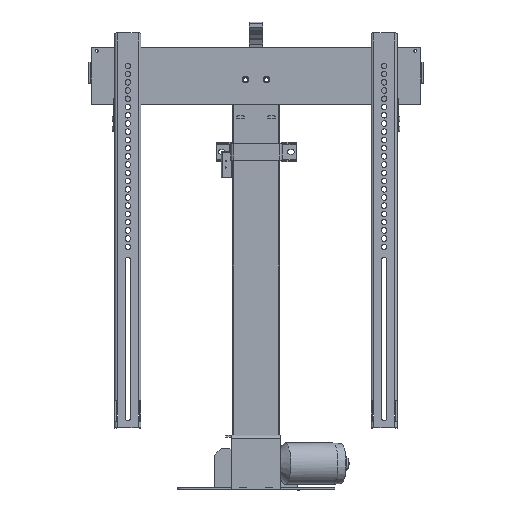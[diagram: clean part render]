
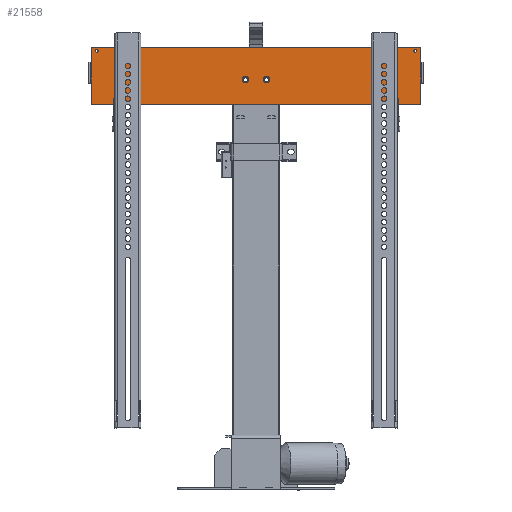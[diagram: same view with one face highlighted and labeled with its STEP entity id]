
A CAD part, top view. The second image highlights one B-rep face of the part: STEP entity #21558.
In plain terms, the highlighted planar face has unit normal (0, 0, 1).
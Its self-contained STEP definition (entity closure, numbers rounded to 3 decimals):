
#21375=CARTESIAN_POINT('',(60.62,-33.137,2.0));
#21376=VERTEX_POINT('',#21375);
#21377=CARTESIAN_POINT('',(55.62,-33.137,2.0));
#21378=DIRECTION('',(0.0,0.0,-1.0));
#21379=DIRECTION('',(-1.0,0.0,0.0));
#21380=AXIS2_PLACEMENT_3D('',#21377,#21378,#21379);
#21381=CIRCLE('',#21380,5.);
#21382=EDGE_CURVE('',#21376,#21376,#21381,.T.);
#21403=CARTESIAN_POINT('',(28.62,-33.137,2.0));
#21404=VERTEX_POINT('',#21403);
#21405=CARTESIAN_POINT('',(23.62,-33.137,2.0));
#21406=DIRECTION('',(0.0,0.0,-1.0));
#21407=DIRECTION('',(-1.0,0.0,0.0));
#21408=AXIS2_PLACEMENT_3D('',#21405,#21406,#21407);
#21409=CIRCLE('',#21408,5.);
#21410=EDGE_CURVE('',#21404,#21404,#21409,.T.);
#21431=CARTESIAN_POINT('',(-200.38,10.363,2.0));
#21432=VERTEX_POINT('',#21431);
#21433=CARTESIAN_POINT('',(-202.38,10.363,2.0));
#21434=DIRECTION('',(0.0,0.0,1.0));
#21435=DIRECTION('',(-1.0,0.0,0.0));
#21436=AXIS2_PLACEMENT_3D('',#21433,#21434,#21435);
#21437=CIRCLE('',#21436,2.);
#21438=EDGE_CURVE('',#21432,#21432,#21437,.T.);
#21459=CARTESIAN_POINT('',(283.62,10.363,2.0));
#21460=VERTEX_POINT('',#21459);
#21461=CARTESIAN_POINT('',(281.62,10.363,2.0));
#21462=DIRECTION('',(0.0,0.0,1.0));
#21463=DIRECTION('',(1.0,0.0,0.0));
#21464=AXIS2_PLACEMENT_3D('',#21461,#21462,#21463);
#21465=CIRCLE('',#21464,2.);
#21466=EDGE_CURVE('',#21460,#21460,#21465,.T.);
#21471=CARTESIAN_POINT('',(287.12,13.863,2.0));
#21472=DIRECTION('',(0.0,0.0,1.0));
#21473=DIRECTION('',(1.0,0.0,0.0));
#21474=AXIS2_PLACEMENT_3D('',#21471,#21472,#21473);
#21475=PLANE('',#21474);
#21476=CARTESIAN_POINT('',(289.62,13.863,2.0));
#21477=VERTEX_POINT('',#21476);
#21478=CARTESIAN_POINT('',(287.12,16.363,2.0));
#21479=VERTEX_POINT('',#21478);
#21480=CARTESIAN_POINT('',(287.12,13.863,2.0));
#21481=DIRECTION('',(0.0,0.0,1.0));
#21482=DIRECTION('',(1.0,0.0,0.0));
#21483=AXIS2_PLACEMENT_3D('',#21480,#21481,#21482);
#21484=CIRCLE('',#21483,2.5);
#21485=EDGE_CURVE('',#21477,#21479,#21484,.T.);
#21486=ORIENTED_EDGE('',*,*,#21485,.T.);
#21487=CARTESIAN_POINT('',(-207.88,16.363,2.0));
#21488=VERTEX_POINT('',#21487);
#21489=CARTESIAN_POINT('',(287.12,16.363,2.0));
#21490=DIRECTION('',(-1.0,0.0,0.0));
#21491=VECTOR('',#21490,495.0);
#21492=LINE('',#21489,#21491);
#21493=EDGE_CURVE('',#21479,#21488,#21492,.T.);
#21494=ORIENTED_EDGE('',*,*,#21493,.T.);
#21495=CARTESIAN_POINT('',(-210.38,13.863,2.0));
#21496=VERTEX_POINT('',#21495);
#21497=CARTESIAN_POINT('',(-207.88,13.863,2.0));
#21498=DIRECTION('',(0.0,0.0,1.0));
#21499=DIRECTION('',(-1.0,0.0,0.0));
#21500=AXIS2_PLACEMENT_3D('',#21497,#21498,#21499);
#21501=CIRCLE('',#21500,2.5);
#21502=EDGE_CURVE('',#21488,#21496,#21501,.T.);
#21503=ORIENTED_EDGE('',*,*,#21502,.T.);
#21504=CARTESIAN_POINT('',(-210.38,-69.137,2.0));
#21505=VERTEX_POINT('',#21504);
#21506=CARTESIAN_POINT('',(-210.38,13.863,2.0));
#21507=DIRECTION('',(0.0,-1.0,0.0));
#21508=VECTOR('',#21507,83.0);
#21509=LINE('',#21506,#21508);
#21510=EDGE_CURVE('',#21496,#21505,#21509,.T.);
#21511=ORIENTED_EDGE('',*,*,#21510,.T.);
#21512=CARTESIAN_POINT('',(-207.88,-71.637,2.0));
#21513=VERTEX_POINT('',#21512);
#21514=CARTESIAN_POINT('',(-207.88,-69.137,2.0));
#21515=DIRECTION('',(0.0,0.0,1.0));
#21516=DIRECTION('',(-1.0,0.0,0.0));
#21517=AXIS2_PLACEMENT_3D('',#21514,#21515,#21516);
#21518=CIRCLE('',#21517,2.5);
#21519=EDGE_CURVE('',#21505,#21513,#21518,.T.);
#21520=ORIENTED_EDGE('',*,*,#21519,.T.);
#21521=CARTESIAN_POINT('',(287.12,-71.637,2.0));
#21522=VERTEX_POINT('',#21521);
#21523=CARTESIAN_POINT('',(-207.88,-71.637,2.0));
#21524=DIRECTION('',(1.0,0.0,0.0));
#21525=VECTOR('',#21524,495.0);
#21526=LINE('',#21523,#21525);
#21527=EDGE_CURVE('',#21513,#21522,#21526,.T.);
#21528=ORIENTED_EDGE('',*,*,#21527,.T.);
#21529=CARTESIAN_POINT('',(289.62,-69.137,2.0));
#21530=VERTEX_POINT('',#21529);
#21531=CARTESIAN_POINT('',(287.12,-69.137,2.0));
#21532=DIRECTION('',(0.0,0.0,1.0));
#21533=DIRECTION('',(1.0,0.0,0.0));
#21534=AXIS2_PLACEMENT_3D('',#21531,#21532,#21533);
#21535=CIRCLE('',#21534,2.5);
#21536=EDGE_CURVE('',#21522,#21530,#21535,.T.);
#21537=ORIENTED_EDGE('',*,*,#21536,.T.);
#21538=CARTESIAN_POINT('',(289.62,-69.137,2.0));
#21539=DIRECTION('',(0.0,1.0,0.0));
#21540=VECTOR('',#21539,83.0);
#21541=LINE('',#21538,#21540);
#21542=EDGE_CURVE('',#21530,#21477,#21541,.T.);
#21543=ORIENTED_EDGE('',*,*,#21542,.T.);
#21544=EDGE_LOOP('',(#21486,#21494,#21503,#21511,#21520,#21528,#21537,#21543));
#21545=FACE_OUTER_BOUND('',#21544,.T.);
#21546=ORIENTED_EDGE('',*,*,#21382,.T.);
#21547=EDGE_LOOP('',(#21546));
#21548=FACE_BOUND('',#21547,.T.);
#21549=ORIENTED_EDGE('',*,*,#21410,.T.);
#21550=EDGE_LOOP('',(#21549));
#21551=FACE_BOUND('',#21550,.T.);
#21552=ORIENTED_EDGE('',*,*,#21466,.F.);
#21553=EDGE_LOOP('',(#21552));
#21554=FACE_BOUND('',#21553,.T.);
#21555=ORIENTED_EDGE('',*,*,#21438,.F.);
#21556=EDGE_LOOP('',(#21555));
#21557=FACE_BOUND('',#21556,.T.);
#21558=ADVANCED_FACE('',(#21545,#21548,#21551,#21554,#21557),#21475,.T.);
